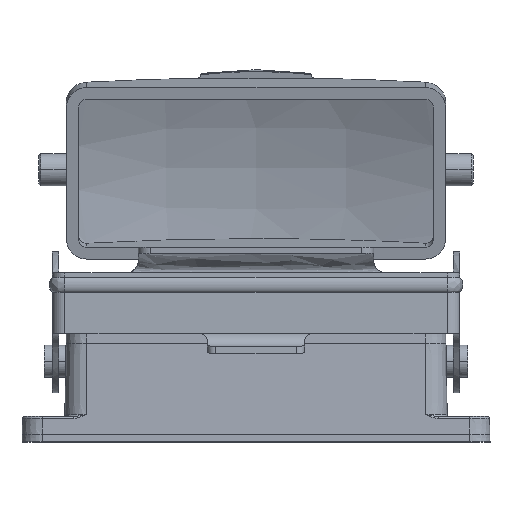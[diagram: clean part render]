
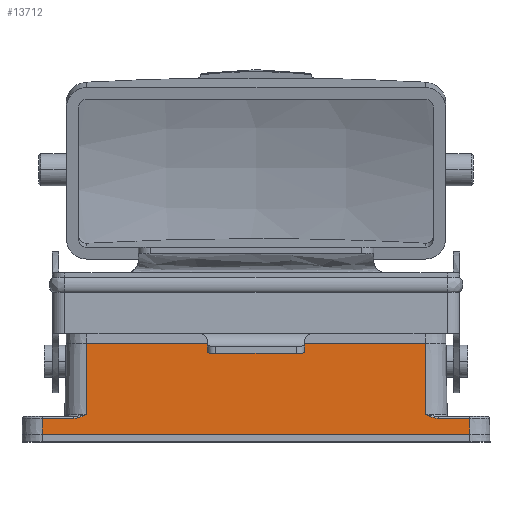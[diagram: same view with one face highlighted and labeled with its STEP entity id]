
A CAD part, top view. The second image highlights one B-rep face of the part: STEP entity #13712.
In plain terms, the highlighted planar face has unit normal (0, 0.018, 1).
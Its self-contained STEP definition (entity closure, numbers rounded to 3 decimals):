
#14 = EDGE_CURVE ( 'NONE', #12237, #9869, #2911, .T. ) ;
#51 = EDGE_CURVE ( 'NONE', #6601, #10497, #11667, .T. ) ;
#396 = DIRECTION ( 'NONE',  ( 0., -1., 0.017 ) ) ;
#511 = CARTESIAN_POINT ( 'NONE',  ( -44.006, -23.488, 22.22 ) ) ;
#647 = LINE ( 'NONE', #14024, #9422 ) ;
#860 = CARTESIAN_POINT ( 'NONE',  ( -41.875, -23.641, 22.223 ) ) ;
#956 = AXIS2_PLACEMENT_3D ( 'NONE', #11368, #13659, #6813 ) ;
#1044 = CARTESIAN_POINT ( 'NONE',  ( 45.134, -23.641, 22.223 ) ) ;
#1081 = CARTESIAN_POINT ( 'NONE',  ( 44.845, -23.641, 22.223 ) ) ;
#1138 = CARTESIAN_POINT ( 'NONE',  ( 42.134, -22.776, 22.208 ) ) ;
#1172 = CARTESIAN_POINT ( 'NONE',  ( -41.875, 0., 21.81 ) ) ;
#1284 = ORIENTED_EDGE ( 'NONE', *, *, #13182, .T. ) ;
#1536 = CARTESIAN_POINT ( 'NONE',  ( -52.85, -29.45, 22.324 ) ) ;
#1660 = CARTESIAN_POINT ( 'NONE',  ( -44.845, -23.641, 22.223 ) ) ;
#1745 = EDGE_CURVE ( 'NONE', #12237, #7136, #647, .T. ) ;
#1790 = EDGE_CURVE ( 'NONE', #10497, #12699, #14083, .T. ) ;
#2242 = CARTESIAN_POINT ( 'NONE',  ( 44.563, -23.604, 22.222 ) ) ;
#2788 = CARTESIAN_POINT ( 'NONE',  ( -41.875, -22.659, 22.206 ) ) ;
#2841 = CARTESIAN_POINT ( 'NONE',  ( -41.875, -5., 21.897 ) ) ;
#2911 = LINE ( 'NONE', #12267, #14738 ) ;
#3187 = LINE ( 'NONE', #10169, #9637 ) ;
#3231 = ORIENTED_EDGE ( 'NONE', *, *, #8305, .T. ) ;
#3326 = B_SPLINE_CURVE_WITH_KNOTS ( 'NONE', 3,
 ( #12552, #1081, #2242, #5675, #13696, #6846, #14865, #7989, #1138, #9146 ),
 .UNSPECIFIED., .F., .F.,
 ( 4, 2, 2, 2, 4 ),
 ( 0., 0.001, 0.002, 0.003, 0.003 ),
 .UNSPECIFIED. ) ;
#3346 = DIRECTION ( 'NONE',  ( 0., 1., -0.017 ) ) ;
#3389 = ORIENTED_EDGE ( 'NONE', *, *, #1790, .T. ) ;
#3440 = DIRECTION ( 'NONE',  ( 0., 1., -0.017 ) ) ;
#3585 = VECTOR ( 'NONE', #3440, 1000. ) ;
#3883 = CARTESIAN_POINT ( 'NONE',  ( -52.85, -27.55, 22.291 ) ) ;
#3932 = CARTESIAN_POINT ( 'NONE',  ( -42.396, -22.894, 22.21 ) ) ;
#4047 = CARTESIAN_POINT ( 'NONE',  ( -41.875, -22.659, 22.206 ) ) ;
#4328 = ORIENTED_EDGE ( 'NONE', *, *, #51, .T. ) ;
#4600 = ORIENTED_EDGE ( 'NONE', *, *, #1745, .T. ) ;
#4944 = EDGE_CURVE ( 'NONE', #14256, #10245, #3187, .T. ) ;
#5024 = EDGE_CURVE ( 'NONE', #7136, #14256, #3326, .T. ) ;
#5550 = CARTESIAN_POINT ( 'NONE',  ( 52.85, -23.641, 22.223 ) ) ;
#5675 = CARTESIAN_POINT ( 'NONE',  ( 44.006, -23.488, 22.22 ) ) ;
#5703 = DIRECTION ( 'NONE',  ( -1., 0., 0. ) ) ;
#5915 = CARTESIAN_POINT ( 'NONE',  ( -52.85, -23.641, 22.223 ) ) ;
#6263 = CARTESIAN_POINT ( 'NONE',  ( -41.875, -5., 21.897 ) ) ;
#6601 = VERTEX_POINT ( 'NONE', #7609 ) ;
#6813 = DIRECTION ( 'NONE',  ( 0., -1., 0.017 ) ) ;
#6846 = CARTESIAN_POINT ( 'NONE',  ( 43.189, -23.222, 22.215 ) ) ;
#7136 = VERTEX_POINT ( 'NONE', #1044 ) ;
#7190 = EDGE_LOOP ( 'NONE', ( #14871, #12387, #4600, #12970, #8133, #3231, #12587, #1284, #4328, #3389 ) ) ;
#7278 = B_SPLINE_CURVE_WITH_KNOTS ( 'NONE', 3,
 ( #2788, #3932, #14245, #7370, #511, #8538, #1660, #9687 ),
 .UNSPECIFIED., .F., .F.,
 ( 4, 2, 2, 4 ),
 ( 0., 0.002, 0.003, 0.003 ),
 .UNSPECIFIED. ) ;
#7335 = VERTEX_POINT ( 'NONE', #4047 ) ;
#7370 = CARTESIAN_POINT ( 'NONE',  ( -43.73, -23.408, 22.219 ) ) ;
#7609 = CARTESIAN_POINT ( 'NONE',  ( -45.134, -23.641, 22.223 ) ) ;
#7915 = PLANE ( 'NONE',  #956 ) ;
#7989 = CARTESIAN_POINT ( 'NONE',  ( 42.396, -22.894, 22.21 ) ) ;
#8133 = ORIENTED_EDGE ( 'NONE', *, *, #4944, .T. ) ;
#8305 = EDGE_CURVE ( 'NONE', #10245, #14347, #14281, .T. ) ;
#8538 = CARTESIAN_POINT ( 'NONE',  ( -44.563, -23.604, 22.222 ) ) ;
#9146 = CARTESIAN_POINT ( 'NONE',  ( 41.875, -22.659, 22.206 ) ) ;
#9422 = VECTOR ( 'NONE', #11665, 1000. ) ;
#9637 = VECTOR ( 'NONE', #3346, 1000. ) ;
#9687 = CARTESIAN_POINT ( 'NONE',  ( -45.134, -23.641, 22.223 ) ) ;
#9869 = VERTEX_POINT ( 'NONE', #10001 ) ;
#10001 = CARTESIAN_POINT ( 'NONE',  ( 52.85, -27.55, 22.291 ) ) ;
#10169 = CARTESIAN_POINT ( 'NONE',  ( 41.875, 0., 21.81 ) ) ;
#10245 = VERTEX_POINT ( 'NONE', #13324 ) ;
#10497 = VERTEX_POINT ( 'NONE', #5915 ) ;
#10872 = VECTOR ( 'NONE', #5703, 1000. ) ;
#11019 = VECTOR ( 'NONE', #396, 1000. ) ;
#11307 = DIRECTION ( 'NONE',  ( -1., 0., 0. ) ) ;
#11368 = CARTESIAN_POINT ( 'NONE',  ( -41.875, 0., 21.81 ) ) ;
#11418 = CARTESIAN_POINT ( 'NONE',  ( -41.875, -27.55, 22.291 ) ) ;
#11424 = EDGE_CURVE ( 'NONE', #7335, #14347, #12342, .T. ) ;
#11665 = DIRECTION ( 'NONE',  ( -1., 0., 0. ) ) ;
#11667 = LINE ( 'NONE', #860, #13268 ) ;
#11852 = EDGE_CURVE ( 'NONE', #9869, #12699, #13572, .T. ) ;
#12237 = VERTEX_POINT ( 'NONE', #5550 ) ;
#12267 = CARTESIAN_POINT ( 'NONE',  ( 52.85, -29.45, 22.324 ) ) ;
#12342 = LINE ( 'NONE', #1172, #3585 ) ;
#12387 = ORIENTED_EDGE ( 'NONE', *, *, #14, .F. ) ;
#12552 = CARTESIAN_POINT ( 'NONE',  ( 45.134, -23.641, 22.223 ) ) ;
#12587 = ORIENTED_EDGE ( 'NONE', *, *, #11424, .F. ) ;
#12699 = VERTEX_POINT ( 'NONE', #3883 ) ;
#12970 = ORIENTED_EDGE ( 'NONE', *, *, #5024, .T. ) ;
#12996 = CARTESIAN_POINT ( 'NONE',  ( 41.875, -22.659, 22.206 ) ) ;
#13117 = DIRECTION ( 'NONE',  ( -1., 0., 0. ) ) ;
#13182 = EDGE_CURVE ( 'NONE', #7335, #6601, #7278, .T. ) ;
#13268 = VECTOR ( 'NONE', #11307, 1000. ) ;
#13324 = CARTESIAN_POINT ( 'NONE',  ( 41.875, -5., 21.897 ) ) ;
#13540 = VECTOR ( 'NONE', #13117, 1000. ) ;
#13572 = LINE ( 'NONE', #11418, #10872 ) ;
#13659 = DIRECTION ( 'NONE',  ( 0., 0.017, 1. ) ) ;
#13696 = CARTESIAN_POINT ( 'NONE',  ( 43.73, -23.408, 22.219 ) ) ;
#13712 = ADVANCED_FACE ( 'NONE', ( #14120 ), #7915, .T. ) ;
#14024 = CARTESIAN_POINT ( 'NONE',  ( -41.875, -23.641, 22.223 ) ) ;
#14083 = LINE ( 'NONE', #1536, #11019 ) ;
#14120 = FACE_OUTER_BOUND ( 'NONE', #7190, .T. ) ;
#14245 = CARTESIAN_POINT ( 'NONE',  ( -42.918, -23.129, 22.214 ) ) ;
#14256 = VERTEX_POINT ( 'NONE', #12996 ) ;
#14281 = LINE ( 'NONE', #6263, #13540 ) ;
#14347 = VERTEX_POINT ( 'NONE', #2841 ) ;
#14592 = DIRECTION ( 'NONE',  ( 0., -1., 0.017 ) ) ;
#14738 = VECTOR ( 'NONE', #14592, 1000. ) ;
#14865 = CARTESIAN_POINT ( 'NONE',  ( 42.923, -23.117, 22.214 ) ) ;
#14871 = ORIENTED_EDGE ( 'NONE', *, *, #11852, .F. ) ;
